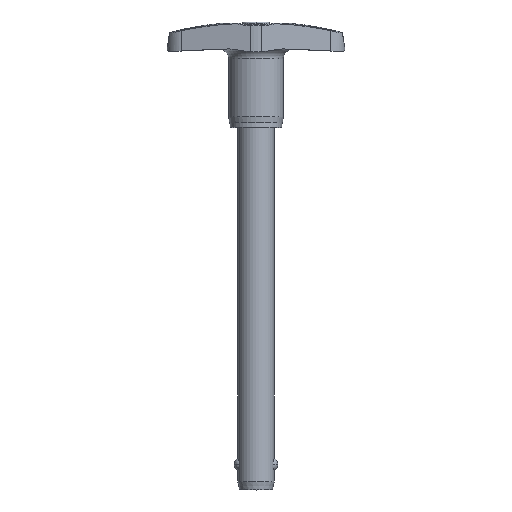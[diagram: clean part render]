
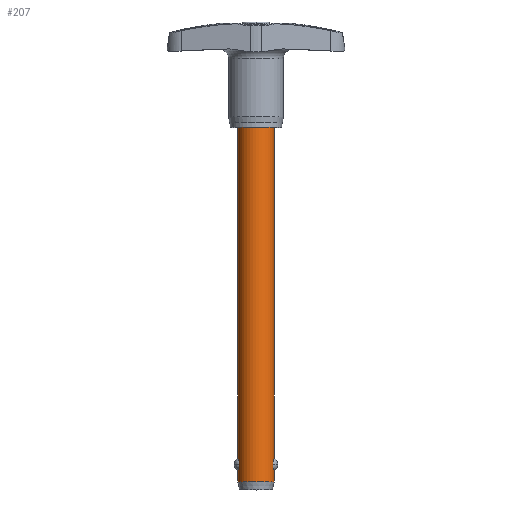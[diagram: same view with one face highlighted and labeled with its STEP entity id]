
A CAD part, top view. The second image highlights one B-rep face of the part: STEP entity #207.
In plain terms, the highlighted cylindrical face has radius 6 mm (diameter 12 mm), a partial arc.
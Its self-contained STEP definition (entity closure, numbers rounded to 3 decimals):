
#207=ADVANCED_FACE('',(#472),#473,.T.);
#472=FACE_OUTER_BOUND('',#794,.T.);
#473=CYLINDRICAL_SURFACE('',#795,6.0);
#794=EDGE_LOOP('',(#1438,#1439,#1440,#1441,#1442,#1443,#1444,#1445,#1446,#1447));
#795=AXIS2_PLACEMENT_3D('',#1448,#1449,#1450);
#1438=ORIENTED_EDGE('',*,*,#2222,.T.);
#1439=ORIENTED_EDGE('',*,*,#2245,.T.);
#1440=ORIENTED_EDGE('',*,*,#2238,.T.);
#1441=ORIENTED_EDGE('',*,*,#2229,.T.);
#1442=ORIENTED_EDGE('',*,*,#2251,.F.);
#1443=ORIENTED_EDGE('',*,*,#2227,.T.);
#1444=ORIENTED_EDGE('',*,*,#2241,.T.);
#1445=ORIENTED_EDGE('',*,*,#2243,.T.);
#1446=ORIENTED_EDGE('',*,*,#2224,.T.);
#1447=ORIENTED_EDGE('',*,*,#2249,.T.);
#1448=CARTESIAN_POINT('',(0.0,-58.975,0.0));
#1449=DIRECTION('',(-0.0,1.0,0.0));
#1450=DIRECTION('',(1.0,0.0,0.0));
#2222=EDGE_CURVE('',#2734,#2735,#2736,.T.);
#2224=EDGE_CURVE('',#2739,#2737,#2740,.T.);
#2227=EDGE_CURVE('',#2745,#2743,#2746,.T.);
#2229=EDGE_CURVE('',#2749,#2747,#2750,.T.);
#2238=EDGE_CURVE('',#2761,#2749,#2763,.T.);
#2241=EDGE_CURVE('',#2743,#2765,#2767,.T.);
#2243=EDGE_CURVE('',#2765,#2739,#2769,.T.);
#2245=EDGE_CURVE('',#2735,#2761,#2771,.T.);
#2249=EDGE_CURVE('',#2737,#2734,#2775,.T.);
#2251=EDGE_CURVE('',#2745,#2747,#2777,.T.);
#2734=VERTEX_POINT('',#3833);
#2735=VERTEX_POINT('',#3834);
#2736=LINE('',#3835,#3836);
#2737=VERTEX_POINT('',#3837);
#2739=VERTEX_POINT('',#3839);
#2740=LINE('',#3840,#3841);
#2743=VERTEX_POINT('',#3861);
#2745=VERTEX_POINT('',#3880);
#2746=LINE('',#3881,#3882);
#2747=VERTEX_POINT('',#3883);
#2749=VERTEX_POINT('',#3885);
#2750=LINE('',#3886,#3887);
#2761=VERTEX_POINT('',#3934);
#2763=B_SPLINE_CURVE_WITH_KNOTS('',3,(#3936,#3937,#3938,#3939,#3940,#3941,#3942,#3943,#3944,#3945,#3946,#3947,#3948,#3949,#3950,#3951,#3952,#3953),.UNSPECIFIED.,.F.,.F.,(4,2,2,2,2,2,2,2,4),(6.621,6.981,7.341,7.701,8.061,8.408,8.754,9.343,9.932),.UNSPECIFIED.);
#2765=VERTEX_POINT('',#3955);
#2767=B_SPLINE_CURVE_WITH_KNOTS('',3,(#3957,#3958,#3959,#3960,#3961,#3962,#3963,#3964,#3965,#3966,#3967,#3968,#3969,#3970,#3971,#3972,#3973,#3974),.UNSPECIFIED.,.F.,.F.,(4,2,2,2,2,2,2,2,4),(9.932,10.52,11.109,11.456,11.802,12.162,12.522,12.882,13.242),.UNSPECIFIED.);
#2769=B_SPLINE_CURVE_WITH_KNOTS('',3,(#3976,#3977,#3978,#3979,#3980,#3981,#3982,#3983,#3984,#3985,#3986,#3987,#3988,#3989,#3990,#3991,#3992,#3993),.UNSPECIFIED.,.F.,.F.,(4,2,2,2,2,2,2,2,4),(0.0,0.36,0.72,1.08,1.44,1.787,2.133,2.722,3.311),.UNSPECIFIED.);
#2771=B_SPLINE_CURVE_WITH_KNOTS('',3,(#3995,#3996,#3997,#3998,#3999,#4000,#4001,#4002,#4003,#4004,#4005,#4006,#4007,#4008,#4009,#4010,#4011,#4012),.UNSPECIFIED.,.F.,.F.,(4,2,2,2,2,2,2,2,4),(3.311,3.899,4.488,4.835,5.181,5.541,5.901,6.261,6.621),.UNSPECIFIED.);
#2775=CIRCLE('',#4016,6.0);
#2777=CIRCLE('',#4018,6.0);
#3833=CARTESIAN_POINT('',(6.0,-117.95,0.0));
#3834=CARTESIAN_POINT('',(6.0,-114.189,0.));
#3835=CARTESIAN_POINT('',(6.0,-58.975,0.));
#3836=VECTOR('',#4785,1.0);
#3837=CARTESIAN_POINT('',(-6.0,-117.95,0.));
#3839=CARTESIAN_POINT('',(-6.0,-114.189,0.));
#3840=CARTESIAN_POINT('',(-6.0,-58.975,0.));
#3841=VECTOR('',#4789,1.0);
#3861=CARTESIAN_POINT('',(-6.0,-110.0,0.));
#3880=CARTESIAN_POINT('',(-6.0,0.,0.));
#3881=CARTESIAN_POINT('',(-6.0,-58.975,0.));
#3882=VECTOR('',#4790,1.0);
#3883=CARTESIAN_POINT('',(6.0,0.0,0.0));
#3885=CARTESIAN_POINT('',(6.0,-110.0,0.));
#3886=CARTESIAN_POINT('',(6.0,-58.975,0.));
#3887=VECTOR('',#4794,1.0);
#3934=CARTESIAN_POINT('',(5.55,-112.095,2.281));
#3936=CARTESIAN_POINT('',(5.55,-112.095,2.281));
#3937=CARTESIAN_POINT('',(5.55,-111.975,2.281));
#3938=CARTESIAN_POINT('',(5.554,-111.851,2.27));
#3939=CARTESIAN_POINT('',(5.573,-111.604,2.224));
#3940=CARTESIAN_POINT('',(5.587,-111.482,2.189));
#3941=CARTESIAN_POINT('',(5.622,-111.246,2.097));
#3942=CARTESIAN_POINT('',(5.643,-111.133,2.039));
#3943=CARTESIAN_POINT('',(5.689,-110.923,1.907));
#3944=CARTESIAN_POINT('',(5.714,-110.826,1.832));
#3945=CARTESIAN_POINT('',(5.761,-110.656,1.677));
#3946=CARTESIAN_POINT('',(5.787,-110.571,1.586));
#3947=CARTESIAN_POINT('',(5.837,-110.419,1.391));
#3948=CARTESIAN_POINT('',(5.861,-110.351,1.286));
#3949=CARTESIAN_POINT('',(5.916,-110.204,1.017));
#3950=CARTESIAN_POINT('',(5.947,-110.126,0.82));
#3951=CARTESIAN_POINT('',(5.99,-110.024,0.409));
#3952=CARTESIAN_POINT('',(6.0,-110.0,0.196));
#3953=CARTESIAN_POINT('',(6.0,-110.0,0.));
#3955=CARTESIAN_POINT('',(-5.55,-112.095,2.281));
#3957=CARTESIAN_POINT('',(-6.0,-110.0,0.));
#3958=CARTESIAN_POINT('',(-6.0,-110.0,0.196));
#3959=CARTESIAN_POINT('',(-5.99,-110.024,0.409));
#3960=CARTESIAN_POINT('',(-5.947,-110.126,0.82));
#3961=CARTESIAN_POINT('',(-5.916,-110.204,1.017));
#3962=CARTESIAN_POINT('',(-5.861,-110.351,1.286));
#3963=CARTESIAN_POINT('',(-5.837,-110.419,1.391));
#3964=CARTESIAN_POINT('',(-5.787,-110.571,1.586));
#3965=CARTESIAN_POINT('',(-5.761,-110.656,1.677));
#3966=CARTESIAN_POINT('',(-5.714,-110.826,1.832));
#3967=CARTESIAN_POINT('',(-5.689,-110.923,1.907));
#3968=CARTESIAN_POINT('',(-5.643,-111.133,2.039));
#3969=CARTESIAN_POINT('',(-5.622,-111.246,2.097));
#3970=CARTESIAN_POINT('',(-5.587,-111.482,2.189));
#3971=CARTESIAN_POINT('',(-5.573,-111.604,2.224));
#3972=CARTESIAN_POINT('',(-5.554,-111.851,2.27));
#3973=CARTESIAN_POINT('',(-5.55,-111.975,2.281));
#3974=CARTESIAN_POINT('',(-5.55,-112.095,2.281));
#3976=CARTESIAN_POINT('',(-5.55,-112.095,2.281));
#3977=CARTESIAN_POINT('',(-5.55,-112.215,2.281));
#3978=CARTESIAN_POINT('',(-5.554,-112.339,2.27));
#3979=CARTESIAN_POINT('',(-5.573,-112.585,2.224));
#3980=CARTESIAN_POINT('',(-5.587,-112.708,2.189));
#3981=CARTESIAN_POINT('',(-5.622,-112.943,2.097));
#3982=CARTESIAN_POINT('',(-5.643,-113.056,2.039));
#3983=CARTESIAN_POINT('',(-5.689,-113.266,1.907));
#3984=CARTESIAN_POINT('',(-5.714,-113.363,1.832));
#3985=CARTESIAN_POINT('',(-5.761,-113.534,1.677));
#3986=CARTESIAN_POINT('',(-5.787,-113.619,1.586));
#3987=CARTESIAN_POINT('',(-5.837,-113.771,1.391));
#3988=CARTESIAN_POINT('',(-5.861,-113.838,1.286));
#3989=CARTESIAN_POINT('',(-5.916,-113.985,1.017));
#3990=CARTESIAN_POINT('',(-5.947,-114.064,0.82));
#3991=CARTESIAN_POINT('',(-5.99,-114.166,0.409));
#3992=CARTESIAN_POINT('',(-6.0,-114.189,0.196));
#3993=CARTESIAN_POINT('',(-6.0,-114.189,0.));
#3995=CARTESIAN_POINT('',(6.0,-114.189,0.0));
#3996=CARTESIAN_POINT('',(6.0,-114.189,0.196));
#3997=CARTESIAN_POINT('',(5.99,-114.166,0.409));
#3998=CARTESIAN_POINT('',(5.947,-114.064,0.82));
#3999=CARTESIAN_POINT('',(5.916,-113.985,1.017));
#4000=CARTESIAN_POINT('',(5.861,-113.838,1.286));
#4001=CARTESIAN_POINT('',(5.837,-113.771,1.391));
#4002=CARTESIAN_POINT('',(5.787,-113.619,1.586));
#4003=CARTESIAN_POINT('',(5.761,-113.534,1.677));
#4004=CARTESIAN_POINT('',(5.714,-113.363,1.832));
#4005=CARTESIAN_POINT('',(5.689,-113.266,1.907));
#4006=CARTESIAN_POINT('',(5.643,-113.056,2.039));
#4007=CARTESIAN_POINT('',(5.622,-112.943,2.097));
#4008=CARTESIAN_POINT('',(5.587,-112.708,2.189));
#4009=CARTESIAN_POINT('',(5.573,-112.585,2.224));
#4010=CARTESIAN_POINT('',(5.554,-112.339,2.27));
#4011=CARTESIAN_POINT('',(5.55,-112.215,2.281));
#4012=CARTESIAN_POINT('',(5.55,-112.095,2.281));
#4016=AXIS2_PLACEMENT_3D('',#4809,#4810,#4811);
#4018=AXIS2_PLACEMENT_3D('',#4812,#4813,#4814);
#4785=DIRECTION('',(0.0,1.0,0.0));
#4789=DIRECTION('',(-0.0,-1.0,-0.0));
#4790=DIRECTION('',(-0.0,-1.0,-0.0));
#4794=DIRECTION('',(0.0,1.0,0.0));
#4809=CARTESIAN_POINT('',(0.0,-117.95,0.0));
#4810=DIRECTION('',(-0.0,1.0,0.0));
#4811=DIRECTION('',(1.0,0.0,0.0));
#4812=CARTESIAN_POINT('',(0.0,0.0,0.0));
#4813=DIRECTION('',(-0.0,1.0,0.));
#4814=DIRECTION('',(1.0,0.0,0.0));
